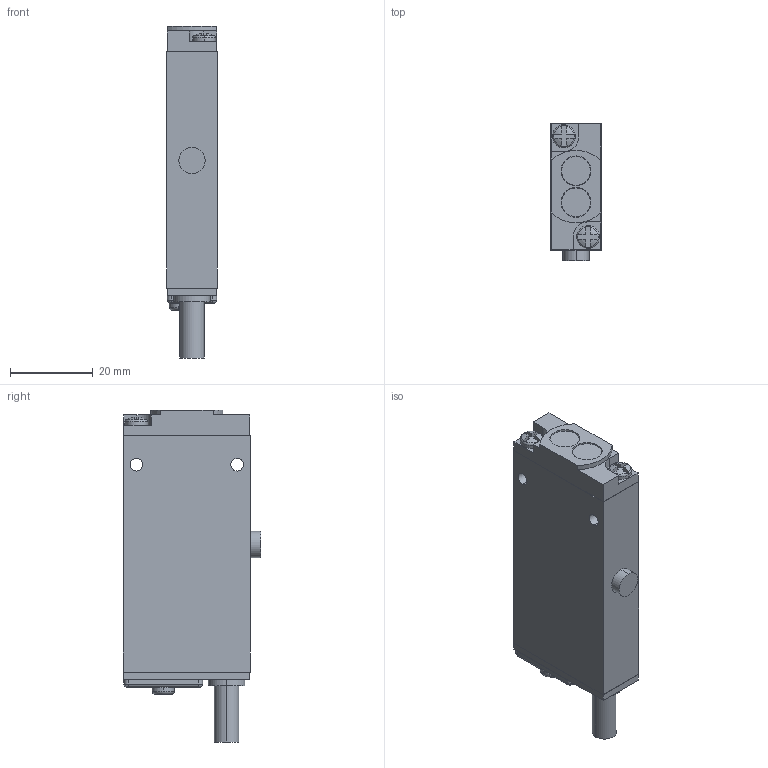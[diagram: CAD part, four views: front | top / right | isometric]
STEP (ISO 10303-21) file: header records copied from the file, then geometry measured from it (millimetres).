
FILE_DESCRIPTION((''),'2;1');
FILE_NAME('155303_SM01_ASM','2025-10-13T13:23:20',('banengservice'),('BANNER ENGINEERING'),'CREO PARAMETRIC BY PTC INC, 2022414','CREO PARAMETRIC BY PTC INC, 2022414','');
FILE_SCHEMA(('CONFIG_CONTROL_DESIGN'));
Products named in the file (3): 155303_EP01; 09460_WEB; 155303_SM01_ASM
Assembly tree (2 placements, depth 2):
  155303_SM01_ASM
    155303_EP01
    09460_WEB
Bounding box: 12.19 x 33.27 x 80.37 mm (x, y, z)
Volume: 25580.6 mm3; surface area: 7865.6 mm2
Topology: 2 solids, 2 shells, 140 faces, 344 edges, 224 vertices
Faces by surface type: plane 66, cylinder 50, sphere 8, cone 6, torus 6, bspline 4
Entity records: 4414 total; most frequent: CARTESIAN_POINT 911, DIRECTION 760, ORIENTED_EDGE 688, EDGE_CURVE 344, AXIS2_PLACEMENT_3D 295, VERTEX_POINT 224, VECTOR 170, LINE 170
